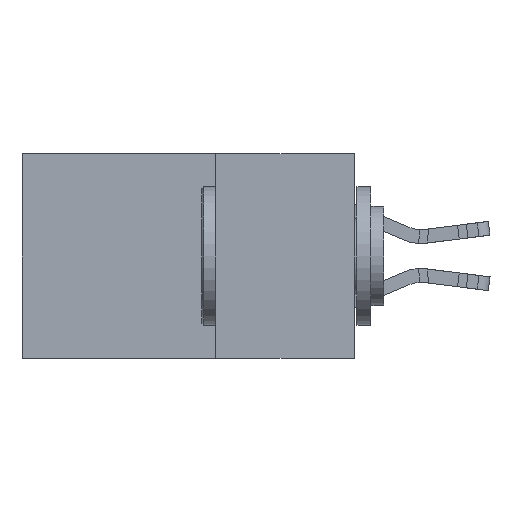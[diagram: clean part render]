
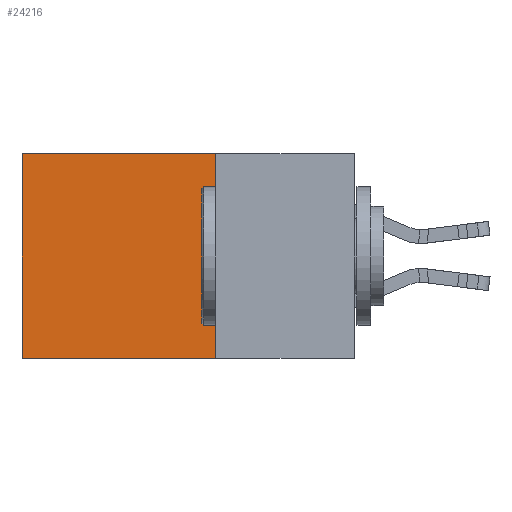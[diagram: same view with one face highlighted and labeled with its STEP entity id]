
A CAD part, left-side view. The second image highlights one B-rep face of the part: STEP entity #24216.
In plain terms, the highlighted planar face has unit normal (-1, 0, 0).
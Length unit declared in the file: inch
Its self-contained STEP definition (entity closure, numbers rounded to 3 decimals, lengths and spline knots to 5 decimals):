
#466 = DIRECTION ( 'NONE',  ( 0., 1., 0. ) ) ;
#1449 = EDGE_CURVE ( 'NONE', #21864, #18065, #18343, .T. ) ;
#1858 = ORIENTED_EDGE ( 'NONE', *, *, #12971, .F. ) ;
#2319 = VECTOR ( 'NONE', #18304, 39.37008 ) ;
#2866 = CARTESIAN_POINT ( 'NONE',  ( 0.2615, 0.25, -0.37 ) ) ;
#2939 = VECTOR ( 'NONE', #466, 39.37008 ) ;
#2968 = VECTOR ( 'NONE', #20454, 39.37008 ) ;
#4611 = LINE ( 'NONE', #7297, #23847 ) ;
#4855 = CARTESIAN_POINT ( 'NONE',  ( 0.2615, 0.25, -0.37 ) ) ;
#5528 = FACE_OUTER_BOUND ( 'NONE', #5883, .T. ) ;
#5883 = EDGE_LOOP ( 'NONE', ( #17306, #15788, #1858, #18930 ) ) ;
#5993 = EDGE_CURVE ( 'NONE', #18065, #6765, #4611, .T. ) ;
#6635 = DIRECTION ( 'NONE',  ( 1., 0., 0. ) ) ;
#6765 = VERTEX_POINT ( 'NONE', #18893 ) ;
#7264 = VERTEX_POINT ( 'NONE', #2866 ) ;
#7297 = CARTESIAN_POINT ( 'NONE',  ( 0.2615, 0.6, -0.37 ) ) ;
#9233 = DIRECTION ( 'NONE',  ( 0., 0., -1. ) ) ;
#10464 = PLANE ( 'NONE',  #16157 ) ;
#12867 = CARTESIAN_POINT ( 'NONE',  ( 0.2615, 0.6, 0. ) ) ;
#12971 = EDGE_CURVE ( 'NONE', #21864, #7264, #17117, .T. ) ;
#13306 = LINE ( 'NONE', #16130, #2939 ) ;
#15788 = ORIENTED_EDGE ( 'NONE', *, *, #20929, .F. ) ;
#16130 = CARTESIAN_POINT ( 'NONE',  ( 0.2615, 0.25, -0.37 ) ) ;
#16157 = AXIS2_PLACEMENT_3D ( 'NONE', #18113, #6635, #20025 ) ;
#17117 = LINE ( 'NONE', #4855, #2319 ) ;
#17306 = ORIENTED_EDGE ( 'NONE', *, *, #5993, .T. ) ;
#18065 = VERTEX_POINT ( 'NONE', #12867 ) ;
#18113 = CARTESIAN_POINT ( 'NONE',  ( 0.2615, 0.25, -0.37 ) ) ;
#18304 = DIRECTION ( 'NONE',  ( 0., 0., -1. ) ) ;
#18343 = LINE ( 'NONE', #20897, #2968 ) ;
#18893 = CARTESIAN_POINT ( 'NONE',  ( 0.2615, 0.6, -0.37 ) ) ;
#18930 = ORIENTED_EDGE ( 'NONE', *, *, #1449, .T. ) ;
#20025 = DIRECTION ( 'NONE',  ( 0., 0., -1. ) ) ;
#20454 = DIRECTION ( 'NONE',  ( 0., 1., 0. ) ) ;
#20886 = CARTESIAN_POINT ( 'NONE',  ( 0.2615, 0.25, 0. ) ) ;
#20897 = CARTESIAN_POINT ( 'NONE',  ( 0.2615, 0.25, 0. ) ) ;
#20929 = EDGE_CURVE ( 'NONE', #7264, #6765, #13306, .T. ) ;
#21864 = VERTEX_POINT ( 'NONE', #20886 ) ;
#23847 = VECTOR ( 'NONE', #9233, 39.37008 ) ;
#24216 = ADVANCED_FACE ( 'NONE', ( #5528 ), #10464, .F. ) ;
